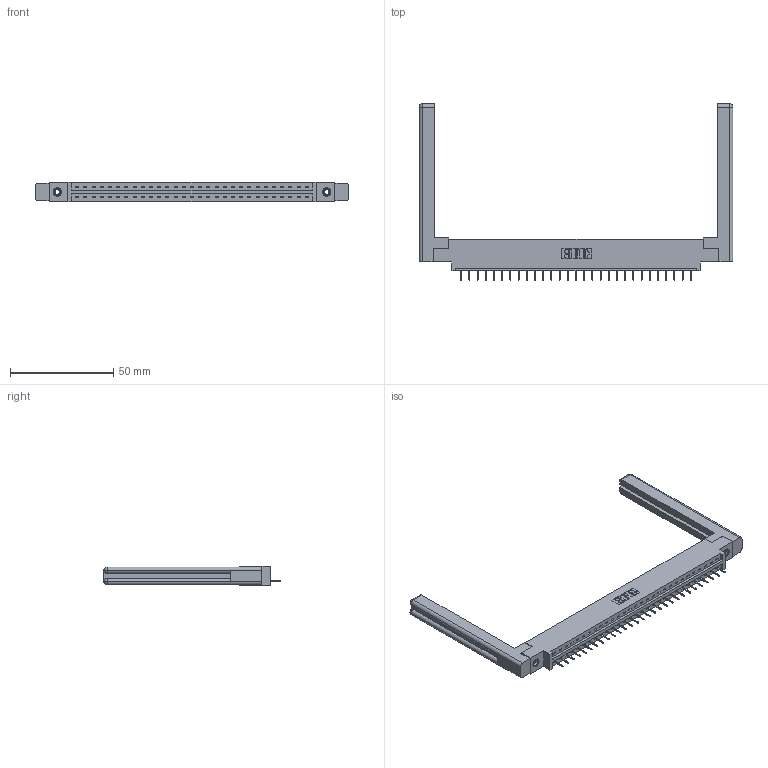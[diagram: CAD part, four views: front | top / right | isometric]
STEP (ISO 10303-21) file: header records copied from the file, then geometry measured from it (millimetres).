
FILE_DESCRIPTION (( 'STEP AP203' ), '1' );
FILE_NAME ('337-029-524-658.STEP', '2019-09-30T22:18:56', ( '' ), ( '' ), 'SwSTEP 2.0', 'SolidWorks 2016', '' );
FILE_SCHEMA (( 'CONFIG_CONTROL_DESIGN' ));
Length unit declared in the file: inch
Products named in the file (5): 337 Part_0.170 Offset - 0.156 Dia-TI; 345-292-001_345-293-124; 337-029-524-658; 345-250-001_345-250-001-102; 307-220-058
Assembly tree (34 placements, depth 2):
  337-029-524-658
    337 Part_0.170 Offset - 0.156 Dia-TI
    345-292-001_345-293-124  x29
    345-250-001_345-250-001-102  x2
    307-220-058  x2
Bounding box: 151.54 x 85.1 x 9.4 mm (x, y, z)
Volume: 22517.1 mm3; surface area: 20701.5 mm2
Topology: 34 solids, 34 shells, 2174 faces, 6245 edges, 4034 vertices
Faces by surface type: plane 1666, cylinder 484, cone 12, torus 12
Entity records: 26078 total; most frequent: CARTESIAN_POINT 4540, ORIENTED_EDGE 4444, DIRECTION 3868, EDGE_CURVE 2222, LINE 2050, VECTOR 2050, VERTEX_POINT 1470, AXIS2_PLACEMENT_3D 909
